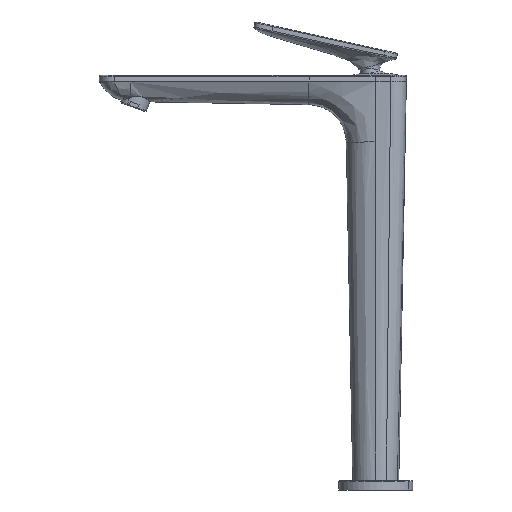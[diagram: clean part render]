
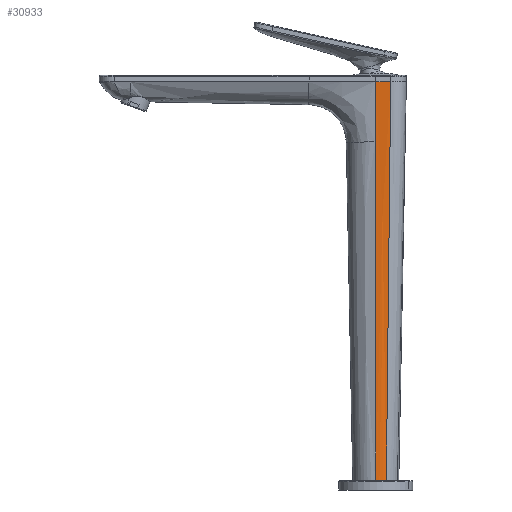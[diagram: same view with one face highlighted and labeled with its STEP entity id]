
A CAD part, front view. The second image highlights one B-rep face of the part: STEP entity #30933.
In plain terms, the highlighted free-form (B-spline) face has degree [3, 3] with [5, 4] control points.
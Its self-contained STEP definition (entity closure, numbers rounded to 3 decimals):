
#30116=CARTESIAN_POINT('Vertex',(0.,-17.959,259.)) ;
#30195=CARTESIAN_POINT('Vertex',(0.,-15.005,-0.506)) ;
#30199=CARTESIAN_POINT('Control Point',(0.,-17.959,259.)) ;
#30200=CARTESIAN_POINT('Control Point',(0.,-17.366,207.099)) ;
#30201=CARTESIAN_POINT('Control Point',(0.,-16.775,155.197)) ;
#30202=CARTESIAN_POINT('Control Point',(0.,-16.185,103.296)) ;
#30203=CARTESIAN_POINT('Control Point',(0.,-15.595,51.395)) ;
#30204=CARTESIAN_POINT('Control Point',(0.,-15.005,-0.506)) ;
#30868=CARTESIAN_POINT('Control Point',(9.747,-18.135,259.)) ;
#30869=CARTESIAN_POINT('Control Point',(7.235,-18.095,259.)) ;
#30870=CARTESIAN_POINT('Control Point',(4.822,-18.054,259.)) ;
#30871=CARTESIAN_POINT('Control Point',(2.426,-18.009,259.)) ;
#30872=CARTESIAN_POINT('Control Point',(0.,-17.959,259.)) ;
#30873=CARTESIAN_POINT('Vertex',(9.747,-18.135,259.)) ;
#30890=CARTESIAN_POINT('Control Point',(0.,-18.005,263.)) ;
#30891=CARTESIAN_POINT('Control Point',(0.,-17.,175.)) ;
#30892=CARTESIAN_POINT('Control Point',(0.,-16.,87.)) ;
#30893=CARTESIAN_POINT('Control Point',(0.,-15.,-1.)) ;
#30894=CARTESIAN_POINT('Control Point',(1.624,-18.038,263.)) ;
#30895=CARTESIAN_POINT('Control Point',(1.481,-17.021,175.)) ;
#30896=CARTESIAN_POINT('Control Point',(1.339,-16.01,87.)) ;
#30897=CARTESIAN_POINT('Control Point',(1.196,-15.001,-1.)) ;
#30898=CARTESIAN_POINT('Control Point',(4.839,-18.106,263.)) ;
#30899=CARTESIAN_POINT('Control Point',(4.433,-16.965,175.)) ;
#30900=CARTESIAN_POINT('Control Point',(4.026,-15.834,87.)) ;
#30901=CARTESIAN_POINT('Control Point',(3.62,-14.707,-1.)) ;
#30902=CARTESIAN_POINT('Control Point',(8.107,-18.174,263.)) ;
#30903=CARTESIAN_POINT('Control Point',(7.356,-16.727,175.)) ;
#30904=CARTESIAN_POINT('Control Point',(6.606,-15.29,87.)) ;
#30905=CARTESIAN_POINT('Control Point',(5.855,-13.858,-1.)) ;
#30906=CARTESIAN_POINT('Control Point',(9.791,-18.209,263.)) ;
#30907=CARTESIAN_POINT('Control Point',(8.821,-16.574,175.)) ;
#30908=CARTESIAN_POINT('Control Point',(7.85,-14.949,87.)) ;
#30909=CARTESIAN_POINT('Control Point',(6.878,-13.33,-1.)) ;
#30911=CARTESIAN_POINT('Control Point',(6.884,-13.339,-0.511)) ;
#30912=CARTESIAN_POINT('Control Point',(5.327,-14.14,-0.509)) ;
#30913=CARTESIAN_POINT('Control Point',(3.604,-14.719,-0.507)) ;
#30914=CARTESIAN_POINT('Control Point',(1.793,-15.007,-0.506)) ;
#30915=CARTESIAN_POINT('Control Point',(0.,-15.005,-0.506)) ;
#30916=CARTESIAN_POINT('Vertex',(6.884,-13.339,-0.511)) ;
#30920=CARTESIAN_POINT('Control Point',(9.747,-18.135,259.)) ;
#30921=CARTESIAN_POINT('Control Point',(9.175,-17.171,207.098)) ;
#30922=CARTESIAN_POINT('Control Point',(8.602,-16.209,155.195)) ;
#30923=CARTESIAN_POINT('Control Point',(8.029,-15.25,103.293)) ;
#30924=CARTESIAN_POINT('Control Point',(7.457,-14.294,51.391)) ;
#30925=CARTESIAN_POINT('Control Point',(6.884,-13.339,-0.511)) ;
#30205=EDGE_CURVE('',#30117,#30196,#30198,.T.) ;
#30875=EDGE_CURVE('',#30874,#30117,#30867,.T.) ;
#30918=EDGE_CURVE('',#30196,#30917,#30910,.F.) ;
#30926=EDGE_CURVE('',#30874,#30917,#30919,.T.) ;
#30928=ORIENTED_EDGE('',*,*,#30918,.T.) ;
#30929=ORIENTED_EDGE('',*,*,#30926,.F.) ;
#30930=ORIENTED_EDGE('',*,*,#30875,.T.) ;
#30931=ORIENTED_EDGE('',*,*,#30205,.T.) ;
#30927=EDGE_LOOP('',(#30928,#30929,#30930,#30931)) ;
#30117=VERTEX_POINT('',#30116) ;
#30196=VERTEX_POINT('',#30195) ;
#30874=VERTEX_POINT('',#30873) ;
#30917=VERTEX_POINT('',#30916) ;
#30933=ADVANCED_FACE('Hauptk\X2\00F6\X0\rper',(#30932),#30889,.F.) ;
#30198=B_SPLINE_CURVE_WITH_KNOTS('',5,(#30199,#30200,#30201,#30202,#30203,#30204),.UNSPECIFIED.,.F.,.U.,(6,6),(4.001,263.553),.UNSPECIFIED.) ;
#30867=B_SPLINE_CURVE_WITH_KNOTS('',4,(#30868,#30869,#30870,#30871,#30872),.UNSPECIFIED.,.F.,.U.,(5,5),(-4.234,4.234),.UNSPECIFIED.) ;
#30910=B_SPLINE_CURVE_WITH_KNOTS('',4,(#30911,#30912,#30913,#30914,#30915),.UNSPECIFIED.,.F.,.U.,(5,5),(25.93,36.861),.UNSPECIFIED.) ;
#30919=B_SPLINE_CURVE_WITH_KNOTS('',5,(#30920,#30921,#30922,#30923,#30924,#30925),.UNSPECIFIED.,.F.,.U.,(6,6),(4.001,263.559),.UNSPECIFIED.) ;
#30889=B_SPLINE_SURFACE_WITH_KNOTS('',3,3,((#30890,#30891,#30892,#30893),(#30894,#30895,#30896,#30897),(#30898,#30899,#30900,#30901),(#30902,#30903,#30904,#30905),(#30906,#30907,#30908,#30909)),.UNSPECIFIED.,.F.,.F.,.U.,(4,1,4),(4,4),(82.357,86.591,90.825),(0.,264.048),.UNSPECIFIED.) ;
#30932=FACE_OUTER_BOUND('',#30927,.T.) ;
